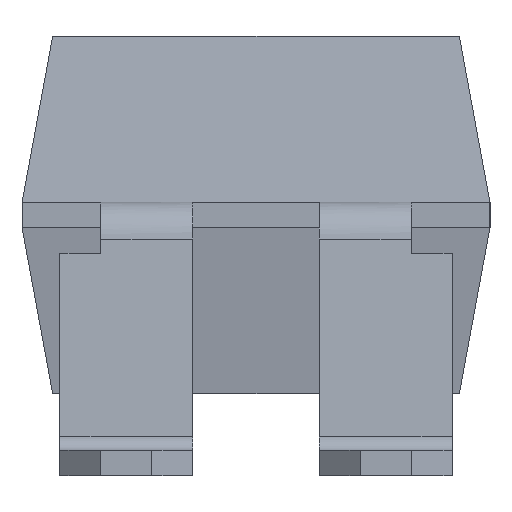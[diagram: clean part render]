
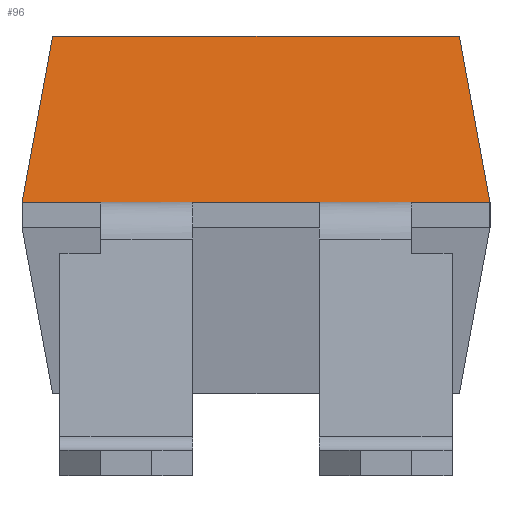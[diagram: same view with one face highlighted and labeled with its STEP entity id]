
A CAD part, left-side view. The second image highlights one B-rep face of the part: STEP entity #96.
In plain terms, the highlighted planar face has unit normal (-0.988, 0, 0.152).
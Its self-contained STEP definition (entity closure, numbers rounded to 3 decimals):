
#96=ADVANCED_FACE('',(#180),#1393,.T.);
#180=FACE_OUTER_BOUND('',#264,.T.);
#264=EDGE_LOOP('',(#373,#374,#375,#376));
#373=ORIENTED_EDGE('',*,*,#811,.F.);
#374=ORIENTED_EDGE('',*,*,#808,.F.);
#375=ORIENTED_EDGE('',*,*,#812,.F.);
#376=ORIENTED_EDGE('',*,*,#799,.T.);
#799=EDGE_CURVE('',#1248,#1249,#1060,.T.);
#808=EDGE_CURVE('',#1247,#1252,#1069,.T.);
#811=EDGE_CURVE('',#1252,#1249,#1072,.T.);
#812=EDGE_CURVE('',#1248,#1247,#1073,.T.);
#1060=B_SPLINE_CURVE_WITH_KNOTS('',1,(#1674,#1675),.UNSPECIFIED.,.F.,.F.,
(2,2),(-1.671,0.),.UNSPECIFIED.);
#1069=B_SPLINE_CURVE_WITH_KNOTS('',1,(#1692,#1693),.UNSPECIFIED.,.F.,.F.,
(2,2),(0.,1.671),.UNSPECIFIED.);
#1072=B_SPLINE_CURVE_WITH_KNOTS('',1,(#1702,#1703),.UNSPECIFIED.,.F.,.F.,
(2,2),(0.,3.98),.UNSPECIFIED.);
#1073=B_SPLINE_CURVE_WITH_KNOTS('',1,(#1704,#1705,#1706,#1707,#1708,#1709),
 .UNSPECIFIED.,.F.,.F.,(2,1,1,1,1,2),(0.,0.77,1.67,2.91,3.81,4.58),
 .UNSPECIFIED.);
#1247=VERTEX_POINT('',#1639);
#1248=VERTEX_POINT('',#1640);
#1249=VERTEX_POINT('',#1641);
#1252=VERTEX_POINT('',#1644);
#1393=PLANE('',#1480);
#1480=AXIS2_PLACEMENT_3D('',#1623,#1551,$);
#1551=DIRECTION('',(-0.988,0.,0.152));
#1623=CARTESIAN_POINT('',(-3.277,-2.76,2.514));
#1639=CARTESIAN_POINT('',(-3.25,2.29,2.69));
#1640=CARTESIAN_POINT('',(-3.25,-2.29,2.69));
#1641=CARTESIAN_POINT('',(-3.,-1.99,4.315));
#1644=CARTESIAN_POINT('',(-3.,1.99,4.315));
#1674=CARTESIAN_POINT('',(-3.25,-2.29,2.69));
#1675=CARTESIAN_POINT('',(-3.,-1.99,4.315));
#1692=CARTESIAN_POINT('',(-3.25,2.29,2.69));
#1693=CARTESIAN_POINT('',(-3.,1.99,4.315));
#1702=CARTESIAN_POINT('',(-3.,1.99,4.315));
#1703=CARTESIAN_POINT('',(-3.,-1.99,4.315));
#1704=CARTESIAN_POINT('',(-3.25,-2.29,2.69));
#1705=CARTESIAN_POINT('',(-3.25,-1.52,2.69));
#1706=CARTESIAN_POINT('',(-3.25,-0.62,2.69));
#1707=CARTESIAN_POINT('',(-3.25,0.62,2.69));
#1708=CARTESIAN_POINT('',(-3.25,1.52,2.69));
#1709=CARTESIAN_POINT('',(-3.25,2.29,2.69));
